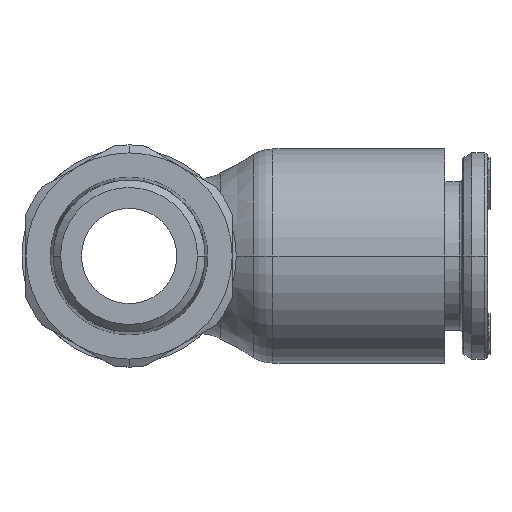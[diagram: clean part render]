
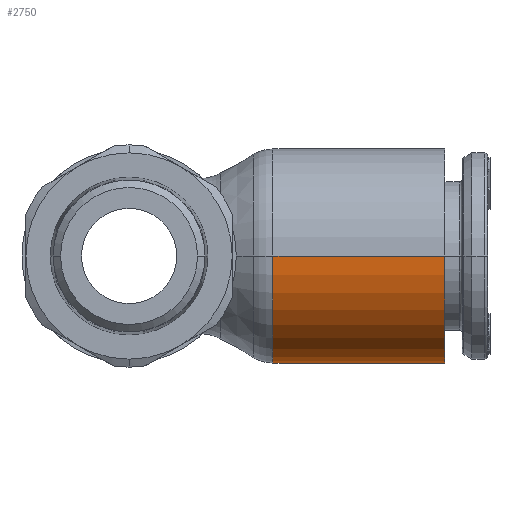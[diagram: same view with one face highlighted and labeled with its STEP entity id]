
A CAD part, left-side view. The second image highlights one B-rep face of the part: STEP entity #2750.
In plain terms, the highlighted cylindrical face has radius 6.75 mm (diameter 13.5 mm), a partial arc.
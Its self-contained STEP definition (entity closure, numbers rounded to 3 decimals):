
#2750=ADVANCED_FACE('',(#6343),#6344,.T.);
#6343=FACE_OUTER_BOUND('',#11944,.T.);
#6344=CYLINDRICAL_SURFACE('',#11945,6.75);
#11944=EDGE_LOOP('',(#22084,#22085,#22086,#22087));
#11945=AXIS2_PLACEMENT_3D('',#22088,#22089,#22090);
#22084=ORIENTED_EDGE('',*,*,#33008,.F.);
#22085=ORIENTED_EDGE('',*,*,#30841,.F.);
#22086=ORIENTED_EDGE('',*,*,#33009,.F.);
#22087=ORIENTED_EDGE('',*,*,#31817,.T.);
#22088=CARTESIAN_POINT('',(0.0,0.995,0.0));
#22089=DIRECTION('',(0.0,1.0,-0.0));
#22090=DIRECTION('',(-1.0,0.0,0.0));
#30841=EDGE_CURVE('',#36835,#36831,#36837,.T.);
#31817=EDGE_CURVE('',#38459,#38458,#38461,.T.);
#33008=EDGE_CURVE('',#36831,#38458,#40269,.T.);
#33009=EDGE_CURVE('',#38459,#36835,#40270,.T.);
#36831=VERTEX_POINT('',#45756);
#36835=VERTEX_POINT('',#45760);
#36837=CIRCLE('',#45762,6.75);
#38458=VERTEX_POINT('',#48845);
#38459=VERTEX_POINT('',#48846);
#38461=CIRCLE('',#48848,6.75);
#40269=LINE('',#52197,#52198);
#40270=LINE('',#52199,#52200);
#45756=CARTESIAN_POINT('',(-6.75,-9.07,0.0));
#45760=CARTESIAN_POINT('',(6.75,-9.07,0.));
#45762=AXIS2_PLACEMENT_3D('',#58831,#58832,#58833);
#48845=CARTESIAN_POINT('',(-6.75,-19.9,0.0));
#48846=CARTESIAN_POINT('',(6.75,-19.9,0.));
#48848=AXIS2_PLACEMENT_3D('',#59980,#59981,#59982);
#52197=CARTESIAN_POINT('',(-6.75,-14.485,0.));
#52198=VECTOR('',#61357,1.0);
#52199=CARTESIAN_POINT('',(6.75,-14.485,0.));
#52200=VECTOR('',#61358,1.0);
#58831=CARTESIAN_POINT('',(0.0,-9.07,0.0));
#58832=DIRECTION('',(-0.0,1.0,0.0));
#58833=DIRECTION('',(1.0,0.0,0.0));
#59980=CARTESIAN_POINT('',(0.0,-19.9,0.0));
#59981=DIRECTION('',(-0.0,1.0,0.0));
#59982=DIRECTION('',(1.0,0.0,0.0));
#61357=DIRECTION('',(-0.0,-1.0,-0.0));
#61358=DIRECTION('',(0.0,1.0,-0.0));
